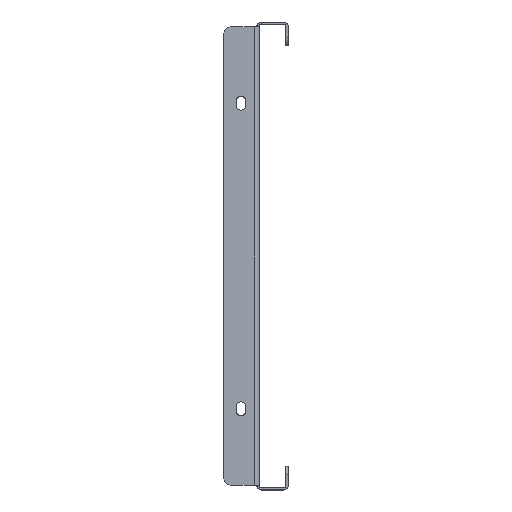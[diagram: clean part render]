
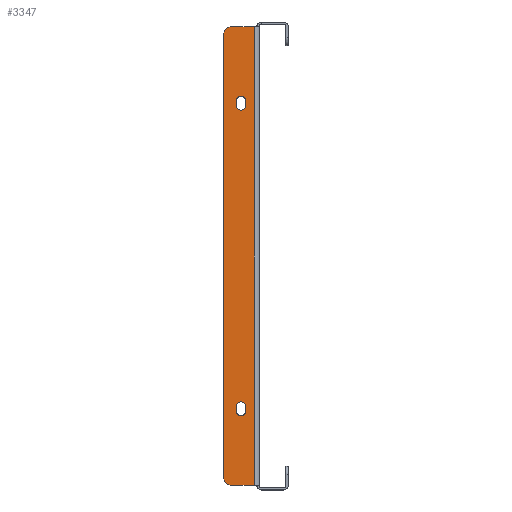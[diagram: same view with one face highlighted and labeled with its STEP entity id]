
A CAD part, left-side view. The second image highlights one B-rep face of the part: STEP entity #3347.
In plain terms, the highlighted planar face has unit normal (-1, 0, 0).
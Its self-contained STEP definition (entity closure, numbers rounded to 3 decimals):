
#18 = CARTESIAN_POINT ( 'NONE',  ( -146., 21., 140.5 ) ) ;
#50 = VERTEX_POINT ( 'NONE', #1099 ) ;
#58 = VECTOR ( 'NONE', #2741, 1000. ) ;
#94 = AXIS2_PLACEMENT_3D ( 'NONE', #959, #4418, #1944 ) ;
#99 = ORIENTED_EDGE ( 'NONE', *, *, #4046, .T. ) ;
#185 = DIRECTION ( 'NONE',  ( -1., 0., 0. ) ) ;
#191 = LINE ( 'NONE', #3193, #58 ) ;
#294 = CIRCLE ( 'NONE', #94, 2.75 ) ;
#310 = CARTESIAN_POINT ( 'NONE',  ( -146., 10., 98.75 ) ) ;
#343 = LINE ( 'NONE', #833, #5636 ) ;
#376 = VERTEX_POINT ( 'NONE', #18 ) ;
#399 = VERTEX_POINT ( 'NONE', #5466 ) ;
#481 = VECTOR ( 'NONE', #4320, 1000. ) ;
#631 = AXIS2_PLACEMENT_3D ( 'NONE', #3817, #4245, #4175 ) ;
#714 = ORIENTED_EDGE ( 'NONE', *, *, #4426, .T. ) ;
#826 = LINE ( 'NONE', #3694, #481 ) ;
#833 = CARTESIAN_POINT ( 'NONE',  ( -146., 21., 145.5 ) ) ;
#863 = VECTOR ( 'NONE', #4721, 1000. ) ;
#959 = CARTESIAN_POINT ( 'NONE',  ( -146., 10., -95.25 ) ) ;
#998 = EDGE_CURVE ( 'NONE', #5967, #5506, #2498, .T. ) ;
#1048 = CIRCLE ( 'NONE', #631, 5. ) ;
#1099 = CARTESIAN_POINT ( 'NONE',  ( -146., 7.25, -98.75 ) ) ;
#1115 = EDGE_CURVE ( 'NONE', #2947, #1216, #294, .T. ) ;
#1140 = ORIENTED_EDGE ( 'NONE', *, *, #4773, .T. ) ;
#1216 = VERTEX_POINT ( 'NONE', #2196 ) ;
#1302 = CARTESIAN_POINT ( 'NONE',  ( -146., 7.25, -95.25 ) ) ;
#1373 = CIRCLE ( 'NONE', #3138, 2.75 ) ;
#1381 = CIRCLE ( 'NONE', #5550, 2.75 ) ;
#1627 = DIRECTION ( 'NONE',  ( 0., -1., 0. ) ) ;
#1642 = EDGE_CURVE ( 'NONE', #3991, #376, #343, .T. ) ;
#1685 = EDGE_CURVE ( 'NONE', #6112, #5967, #1373, .T. ) ;
#1723 = CARTESIAN_POINT ( 'NONE',  ( -146., 0., 0. ) ) ;
#1820 = DIRECTION ( 'NONE',  ( 0., 0., 1. ) ) ;
#1875 = DIRECTION ( 'NONE',  ( 0., 0., -1. ) ) ;
#1944 = DIRECTION ( 'NONE',  ( 0., 1., 0. ) ) ;
#2024 = CARTESIAN_POINT ( 'NONE',  ( -146., 16., 145.5 ) ) ;
#2124 = CARTESIAN_POINT ( 'NONE',  ( -146., 21., -145.5 ) ) ;
#2151 = FACE_BOUND ( 'NONE', #5944, .T. ) ;
#2174 = DIRECTION ( 'NONE',  ( 0., 0., 1. ) ) ;
#2192 = CARTESIAN_POINT ( 'NONE',  ( -146., 12.75, -95.25 ) ) ;
#2196 = CARTESIAN_POINT ( 'NONE',  ( -146., 12.75, -95.25 ) ) ;
#2216 = DIRECTION ( 'NONE',  ( 0., -1., 0. ) ) ;
#2246 = DIRECTION ( 'NONE',  ( -1., 0., 0. ) ) ;
#2423 = ORIENTED_EDGE ( 'NONE', *, *, #6203, .F. ) ;
#2425 = AXIS2_PLACEMENT_3D ( 'NONE', #4167, #6084, #1627 ) ;
#2498 = LINE ( 'NONE', #2856, #2598 ) ;
#2517 = CARTESIAN_POINT ( 'NONE',  ( -146., 12.75, 98.75 ) ) ;
#2598 = VECTOR ( 'NONE', #1875, 1000. ) ;
#2741 = DIRECTION ( 'NONE',  ( 0., 0., 1. ) ) ;
#2856 = CARTESIAN_POINT ( 'NONE',  ( -146., 12.75, 95.25 ) ) ;
#2947 = VERTEX_POINT ( 'NONE', #1302 ) ;
#2965 = EDGE_CURVE ( 'NONE', #50, #2947, #191, .T. ) ;
#3018 = CARTESIAN_POINT ( 'NONE',  ( -146., 12.75, 95.25 ) ) ;
#3131 = ORIENTED_EDGE ( 'NONE', *, *, #1642, .F. ) ;
#3138 = AXIS2_PLACEMENT_3D ( 'NONE', #310, #2246, #5825 ) ;
#3150 = ORIENTED_EDGE ( 'NONE', *, *, #6101, .F. ) ;
#3193 = CARTESIAN_POINT ( 'NONE',  ( -146., 7.25, -95.25 ) ) ;
#3219 = CARTESIAN_POINT ( 'NONE',  ( -146., 16., 140.5 ) ) ;
#3218 = CARTESIAN_POINT ( 'NONE',  ( -146., 7.25, 98.75 ) ) ;
#3328 = LINE ( 'NONE', #2192, #5530 ) ;
#3330 = ORIENTED_EDGE ( 'NONE', *, *, #5737, .F. ) ;
#3347 = ADVANCED_FACE ( 'NONE', ( #2151, #6109, #5631 ), #5138, .T. ) ;
#3373 = ORIENTED_EDGE ( 'NONE', *, *, #2965, .F. ) ;
#3448 = CARTESIAN_POINT ( 'NONE',  ( -146., 16., -145.5 ) ) ;
#3513 = CARTESIAN_POINT ( 'NONE',  ( -146., 1.5, 145.5 ) ) ;
#3520 = LINE ( 'NONE', #2124, #4233 ) ;
#3558 = ORIENTED_EDGE ( 'NONE', *, *, #998, .F. ) ;
#3694 = CARTESIAN_POINT ( 'NONE',  ( -146., 1.5, 0. ) ) ;
#3748 = AXIS2_PLACEMENT_3D ( 'NONE', #3219, #3810, #5140 ) ;
#3810 = DIRECTION ( 'NONE',  ( -1., 0., 0. ) ) ;
#3817 = CARTESIAN_POINT ( 'NONE',  ( -146., 16., -140.5 ) ) ;
#3990 = ORIENTED_EDGE ( 'NONE', *, *, #5382, .F. ) ;
#3991 = VERTEX_POINT ( 'NONE', #6003 ) ;
#4015 = DIRECTION ( 'NONE',  ( 0., 1., 0. ) ) ;
#4046 = EDGE_CURVE ( 'NONE', #3991, #6329, #1048, .T. ) ;
#4116 = EDGE_CURVE ( 'NONE', #1216, #5401, #3328, .T. ) ;
#4167 = CARTESIAN_POINT ( 'NONE',  ( -146., 10., 95.25 ) ) ;
#4175 = DIRECTION ( 'NONE',  ( 0., -1., 0. ) ) ;
#4227 = EDGE_LOOP ( 'NONE', ( #4856, #3373, #3330, #6346 ) ) ;
#4233 = VECTOR ( 'NONE', #4015, 1000. ) ;
#4245 = DIRECTION ( 'NONE',  ( -1., 0., 0. ) ) ;
#4290 = LINE ( 'NONE', #4637, #4575 ) ;
#4320 = DIRECTION ( 'NONE',  ( 0., 0., 1. ) ) ;
#4414 = ORIENTED_EDGE ( 'NONE', *, *, #1685, .F. ) ;
#4418 = DIRECTION ( 'NONE',  ( -1., 0., 0. ) ) ;
#4426 = EDGE_CURVE ( 'NONE', #5226, #376, #5523, .T. ) ;
#4510 = AXIS2_PLACEMENT_3D ( 'NONE', #1723, #185, #2216 ) ;
#4575 = VECTOR ( 'NONE', #2174, 1000. ) ;
#4637 = CARTESIAN_POINT ( 'NONE',  ( -146., 7.25, 95.25 ) ) ;
#4721 = DIRECTION ( 'NONE',  ( 0., -1., 0. ) ) ;
#4726 = DIRECTION ( 'NONE',  ( 0., 1., 0. ) ) ;
#4773 = EDGE_CURVE ( 'NONE', #399, #5192, #826, .T. ) ;
#4783 = ORIENTED_EDGE ( 'NONE', *, *, #4824, .F. ) ;
#4824 = EDGE_CURVE ( 'NONE', #399, #6329, #3520, .T. ) ;
#4827 = EDGE_LOOP ( 'NONE', ( #2423, #714, #3131, #99, #4783, #1140 ) ) ;
#4856 = ORIENTED_EDGE ( 'NONE', *, *, #1115, .F. ) ;
#5138 = PLANE ( 'NONE',  #4510 ) ;
#5140 = DIRECTION ( 'NONE',  ( 0., -1., 0. ) ) ;
#5192 = VERTEX_POINT ( 'NONE', #3513 ) ;
#5226 = VERTEX_POINT ( 'NONE', #2024 ) ;
#5382 = EDGE_CURVE ( 'NONE', #5515, #6112, #4290, .T. ) ;
#5401 = VERTEX_POINT ( 'NONE', #5720 ) ;
#5466 = CARTESIAN_POINT ( 'NONE',  ( -146., 1.5, -145.5 ) ) ;
#5506 = VERTEX_POINT ( 'NONE', #3018 ) ;
#5515 = VERTEX_POINT ( 'NONE', #6011 ) ;
#5523 = CIRCLE ( 'NONE', #3748, 5. ) ;
#5530 = VECTOR ( 'NONE', #6148, 1000. ) ;
#5550 = AXIS2_PLACEMENT_3D ( 'NONE', #6180, #6245, #4726 ) ;
#5631 = FACE_OUTER_BOUND ( 'NONE', #4827, .T. ) ;
#5636 = VECTOR ( 'NONE', #1820, 1000. ) ;
#5643 = CIRCLE ( 'NONE', #2425, 2.75 ) ;
#5720 = CARTESIAN_POINT ( 'NONE',  ( -146., 12.75, -98.75 ) ) ;
#5737 = EDGE_CURVE ( 'NONE', #5401, #50, #1381, .T. ) ;
#5762 = CARTESIAN_POINT ( 'NONE',  ( -146., 0., 145.5 ) ) ;
#5825 = DIRECTION ( 'NONE',  ( 0., -1., 0. ) ) ;
#5944 = EDGE_LOOP ( 'NONE', ( #3150, #3558, #4414, #3990 ) ) ;
#5967 = VERTEX_POINT ( 'NONE', #2517 ) ;
#6003 = CARTESIAN_POINT ( 'NONE',  ( -146., 21., -140.5 ) ) ;
#6011 = CARTESIAN_POINT ( 'NONE',  ( -146., 7.25, 95.25 ) ) ;
#6084 = DIRECTION ( 'NONE',  ( -1., 0., 0. ) ) ;
#6101 = EDGE_CURVE ( 'NONE', #5506, #5515, #5643, .T. ) ;
#6109 = FACE_BOUND ( 'NONE', #4227, .T. ) ;
#6112 = VERTEX_POINT ( 'NONE', #3218 ) ;
#6148 = DIRECTION ( 'NONE',  ( 0., 0., -1. ) ) ;
#6180 = CARTESIAN_POINT ( 'NONE',  ( -146., 10., -98.75 ) ) ;
#6203 = EDGE_CURVE ( 'NONE', #5226, #5192, #6237, .T. ) ;
#6237 = LINE ( 'NONE', #5762, #863 ) ;
#6245 = DIRECTION ( 'NONE',  ( -1., 0., 0. ) ) ;
#6329 = VERTEX_POINT ( 'NONE', #3448 ) ;
#6346 = ORIENTED_EDGE ( 'NONE', *, *, #4116, .F. ) ;
